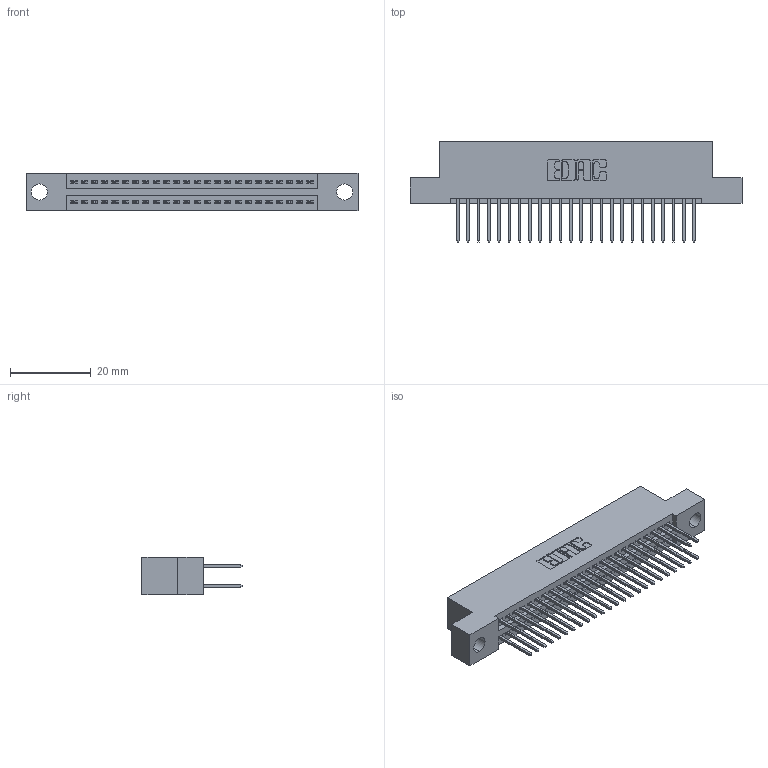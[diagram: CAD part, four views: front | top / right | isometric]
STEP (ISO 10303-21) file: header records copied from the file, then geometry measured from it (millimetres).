
FILE_DESCRIPTION (( 'STEP AP203' ), '1' );
FILE_NAME ('395-048-523-204.STEP', '2018-11-19T18:26:53', ( '' ), ( '' ), 'SwSTEP 2.0', 'SolidWorks 2016', '' );
FILE_SCHEMA (( 'CONFIG_CONTROL_DESIGN' ));
Length unit declared in the file: inch
Products named in the file (3): 345-292-001_345-293-123; 395-048-523-204; 345 Part_Flush Mounting Lugs - 0.156 Dia-TH
Assembly tree (49 placements, depth 2):
  395-048-523-204
    345 Part_Flush Mounting Lugs - 0.156 Dia-TH
    345-292-001_345-293-123  x48
Bounding box: 82.17 x 24.82 x 9.4 mm (x, y, z)
Volume: 7825.4 mm3; surface area: 11475.2 mm2
Topology: 49 solids, 49 shells, 2526 faces, 7493 edges, 4930 vertices
Faces by surface type: plane 1664, cylinder 862
Entity records: 21275 total; most frequent: CARTESIAN_POINT 3584, ORIENTED_EDGE 3518, DIRECTION 3183, EDGE_CURVE 1759, VECTOR 1531, LINE 1531, VERTEX_POINT 1170, AXIS2_PLACEMENT_3D 826
